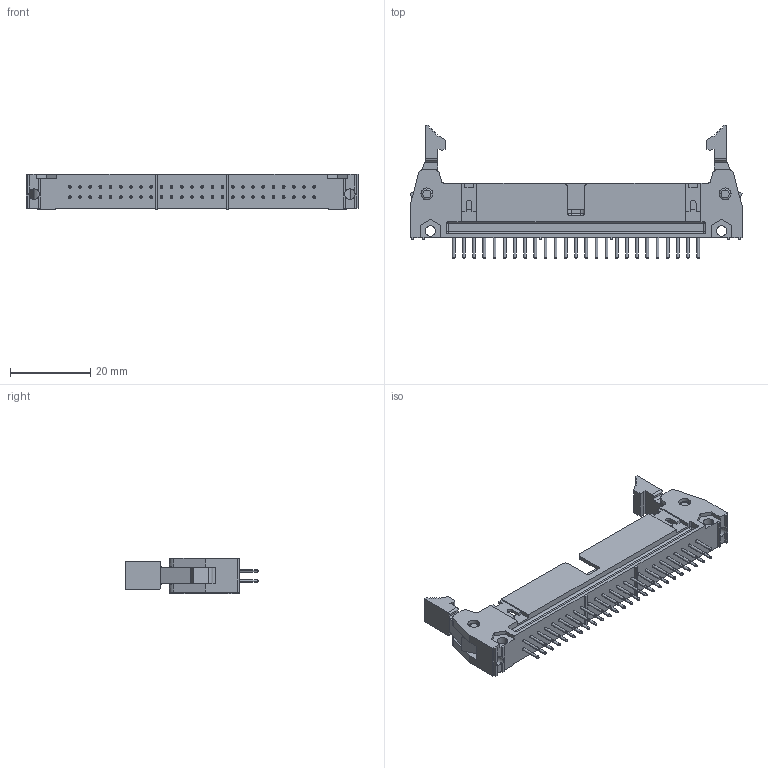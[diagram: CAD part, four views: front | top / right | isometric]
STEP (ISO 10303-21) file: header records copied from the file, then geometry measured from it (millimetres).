
FILE_DESCRIPTION (( 'STEP AP214' ), '1' );
FILE_NAME ('86130502114345E1LF.STEP', '2022-09-23T18:53:05', ( '' ), ( '' ), 'SwSTEP 2.0', 'SolidWorks 2017', '' );
FILE_SCHEMA (( 'AUTOMOTIVE_DESIGN' ));
Length unit declared in the file: millimetre
Products named in the file (4): Body_50; Lever Black; 86130502114345E1LF; pin^c-8613-0041_Straight4.7
Assembly tree (27 placements, depth 2):
  86130502114345E1LF
    Body_50
    pin^c-8613-0041_Straight4.7  x25
    Lever Black
Bounding box: 82.8 x 33.3 x 8.75 mm (x, y, z)
Volume: 6606.1 mm3; surface area: 7360.3 mm2
Topology: 53 solids, 53 shells, 607 faces, 1487 edges, 978 vertices
Faces by surface type: plane 324, cylinder 169, cone 100, torus 10, sphere 4
Entity records: 10701 total; most frequent: CARTESIAN_POINT 1862, ORIENTED_EDGE 1814, DIRECTION 1793, EDGE_CURVE 907, LINE 711, VECTOR 711, VERTEX_POINT 594, AXIS2_PLACEMENT_3D 541
